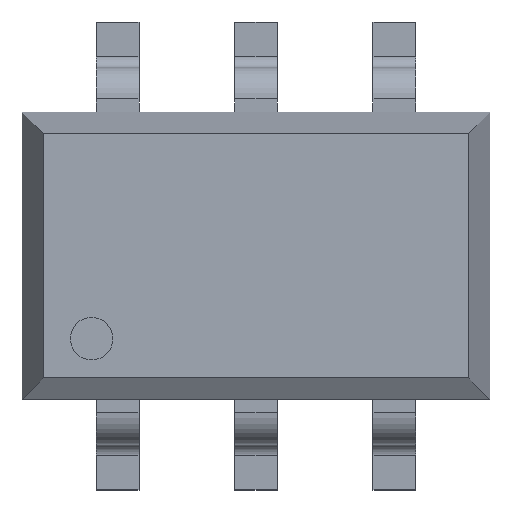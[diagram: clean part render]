
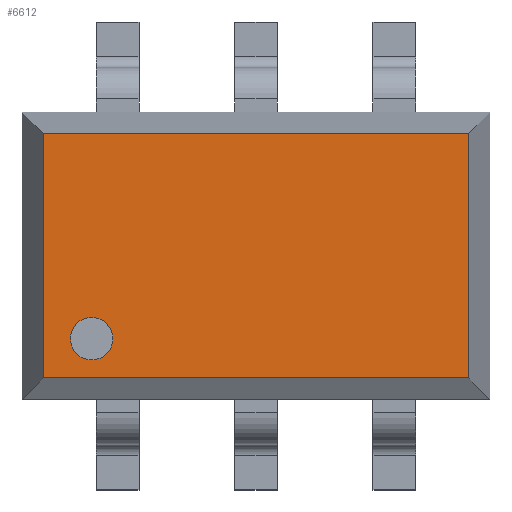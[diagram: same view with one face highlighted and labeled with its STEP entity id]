
A CAD part, top view. The second image highlights one B-rep face of the part: STEP entity #6612.
In plain terms, the highlighted planar face has unit normal (0, 0, 1).
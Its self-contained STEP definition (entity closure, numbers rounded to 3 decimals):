
#5997 = PLANE('',#5998);
#5998 = AXIS2_PLACEMENT_3D('',#5999,#6000,#6001);
#5999 = CARTESIAN_POINT('',(-1.1,0.625,0.3));
#6000 = DIRECTION('',(0.,0.97,0.243)
  );
#6001 = DIRECTION('',(-1.,0.,0.));
#6110 = PLANE('',#6111);
#6111 = AXIS2_PLACEMENT_3D('',#6112,#6113,#6114);
#6112 = CARTESIAN_POINT('',(-1.05,-0.675,0.3));
#6113 = DIRECTION('',(-0.97,0.,0.243
    ));
#6114 = DIRECTION('',(0.,-1.,0.));
#6234 = VERTEX_POINT('',#6235);
#6235 = CARTESIAN_POINT('',(-1.,0.575,0.5));
#6258 = VERTEX_POINT('',#6259);
#6259 = CARTESIAN_POINT('',(1.,0.575,0.5));
#6273 = PLANE('',#6274);
#6274 = AXIS2_PLACEMENT_3D('',#6275,#6276,#6277);
#6275 = CARTESIAN_POINT('',(1.05,0.675,0.3));
#6276 = DIRECTION('',(0.97,0.,0.243)
  );
#6277 = DIRECTION('',(0.,1.,0.));
#6285 = EDGE_CURVE('',#6234,#6258,#6286,.T.);
#6286 = SURFACE_CURVE('',#6287,(#6291,#6298),.PCURVE_S1.);
#6287 = LINE('',#6288,#6289);
#6288 = CARTESIAN_POINT('',(-1.1,0.575,0.5));
#6289 = VECTOR('',#6290,1.);
#6290 = DIRECTION('',(1.,0.,0.));
#6291 = PCURVE('',#5997,#6292);
#6292 = DEFINITIONAL_REPRESENTATION('',(#6293),#6297);
#6293 = LINE('',#6294,#6295);
#6294 = CARTESIAN_POINT('',(0.,0.206));
#6295 = VECTOR('',#6296,1.);
#6296 = DIRECTION('',(-1.,0.));
#6297 = ( GEOMETRIC_REPRESENTATION_CONTEXT(2) 
PARAMETRIC_REPRESENTATION_CONTEXT() REPRESENTATION_CONTEXT('2D SPACE',''
  ) );
#6298 = PCURVE('',#6299,#6304);
#6299 = PLANE('',#6300);
#6300 = AXIS2_PLACEMENT_3D('',#6301,#6302,#6303);
#6301 = CARTESIAN_POINT('',(-1.1,0.675,0.5));
#6302 = DIRECTION('',(0.,0.,1.));
#6303 = DIRECTION('',(1.,0.,0.));
#6304 = DEFINITIONAL_REPRESENTATION('',(#6305),#6309);
#6305 = LINE('',#6306,#6307);
#6306 = CARTESIAN_POINT('',(0.,-0.1));
#6307 = VECTOR('',#6308,1.);
#6308 = DIRECTION('',(1.,0.));
#6309 = ( GEOMETRIC_REPRESENTATION_CONTEXT(2) 
PARAMETRIC_REPRESENTATION_CONTEXT() REPRESENTATION_CONTEXT('2D SPACE',''
  ) );
#6400 = PLANE('',#6401);
#6401 = AXIS2_PLACEMENT_3D('',#6402,#6403,#6404);
#6402 = CARTESIAN_POINT('',(1.1,-0.625,0.3));
#6403 = DIRECTION('',(0.,-0.97,0.243
    ));
#6404 = DIRECTION('',(1.,0.,0.));
#6492 = VERTEX_POINT('',#6493);
#6493 = CARTESIAN_POINT('',(-1.,-0.575,0.5));
#6516 = EDGE_CURVE('',#6492,#6234,#6517,.T.);
#6517 = SURFACE_CURVE('',#6518,(#6522,#6529),.PCURVE_S1.);
#6518 = LINE('',#6519,#6520);
#6519 = CARTESIAN_POINT('',(-1.,-0.675,0.5));
#6520 = VECTOR('',#6521,1.);
#6521 = DIRECTION('',(0.,1.,0.));
#6522 = PCURVE('',#6110,#6523);
#6523 = DEFINITIONAL_REPRESENTATION('',(#6524),#6528);
#6524 = LINE('',#6525,#6526);
#6525 = CARTESIAN_POINT('',(0.,0.206));
#6526 = VECTOR('',#6527,1.);
#6527 = DIRECTION('',(-1.,0.));
#6528 = ( GEOMETRIC_REPRESENTATION_CONTEXT(2) 
PARAMETRIC_REPRESENTATION_CONTEXT() REPRESENTATION_CONTEXT('2D SPACE',''
  ) );
#6529 = PCURVE('',#6299,#6530);
#6530 = DEFINITIONAL_REPRESENTATION('',(#6531),#6535);
#6531 = LINE('',#6532,#6533);
#6532 = CARTESIAN_POINT('',(0.1,-1.35));
#6533 = VECTOR('',#6534,1.);
#6534 = DIRECTION('',(0.,1.));
#6535 = ( GEOMETRIC_REPRESENTATION_CONTEXT(2) 
PARAMETRIC_REPRESENTATION_CONTEXT() REPRESENTATION_CONTEXT('2D SPACE',''
  ) );
#6612 = ADVANCED_FACE('',(#6613,#6661),#6299,.T.);
#6613 = FACE_BOUND('',#6614,.T.);
#6614 = EDGE_LOOP('',(#6615,#6616,#6617,#6640));
#6615 = ORIENTED_EDGE('',*,*,#6285,.F.);
#6616 = ORIENTED_EDGE('',*,*,#6516,.F.);
#6617 = ORIENTED_EDGE('',*,*,#6618,.F.);
#6618 = EDGE_CURVE('',#6619,#6492,#6621,.T.);
#6619 = VERTEX_POINT('',#6620);
#6620 = CARTESIAN_POINT('',(1.,-0.575,0.5));
#6621 = SURFACE_CURVE('',#6622,(#6626,#6633),.PCURVE_S1.);
#6622 = LINE('',#6623,#6624);
#6623 = CARTESIAN_POINT('',(1.1,-0.575,0.5));
#6624 = VECTOR('',#6625,1.);
#6625 = DIRECTION('',(-1.,0.,0.));
#6626 = PCURVE('',#6299,#6627);
#6627 = DEFINITIONAL_REPRESENTATION('',(#6628),#6632);
#6628 = LINE('',#6629,#6630);
#6629 = CARTESIAN_POINT('',(2.2,-1.25));
#6630 = VECTOR('',#6631,1.);
#6631 = DIRECTION('',(-1.,0.));
#6632 = ( GEOMETRIC_REPRESENTATION_CONTEXT(2) 
PARAMETRIC_REPRESENTATION_CONTEXT() REPRESENTATION_CONTEXT('2D SPACE',''
  ) );
#6633 = PCURVE('',#6400,#6634);
#6634 = DEFINITIONAL_REPRESENTATION('',(#6635),#6639);
#6635 = LINE('',#6636,#6637);
#6636 = CARTESIAN_POINT('',(0.,0.206));
#6637 = VECTOR('',#6638,1.);
#6638 = DIRECTION('',(-1.,0.));
#6639 = ( GEOMETRIC_REPRESENTATION_CONTEXT(2) 
PARAMETRIC_REPRESENTATION_CONTEXT() REPRESENTATION_CONTEXT('2D SPACE',''
  ) );
#6640 = ORIENTED_EDGE('',*,*,#6641,.F.);
#6641 = EDGE_CURVE('',#6258,#6619,#6642,.T.);
#6642 = SURFACE_CURVE('',#6643,(#6647,#6654),.PCURVE_S1.);
#6643 = LINE('',#6644,#6645);
#6644 = CARTESIAN_POINT('',(1.,0.675,0.5));
#6645 = VECTOR('',#6646,1.);
#6646 = DIRECTION('',(0.,-1.,0.));
#6647 = PCURVE('',#6299,#6648);
#6648 = DEFINITIONAL_REPRESENTATION('',(#6649),#6653);
#6649 = LINE('',#6650,#6651);
#6650 = CARTESIAN_POINT('',(2.1,0.));
#6651 = VECTOR('',#6652,1.);
#6652 = DIRECTION('',(0.,-1.));
#6653 = ( GEOMETRIC_REPRESENTATION_CONTEXT(2) 
PARAMETRIC_REPRESENTATION_CONTEXT() REPRESENTATION_CONTEXT('2D SPACE',''
  ) );
#6654 = PCURVE('',#6273,#6655);
#6655 = DEFINITIONAL_REPRESENTATION('',(#6656),#6660);
#6656 = LINE('',#6657,#6658);
#6657 = CARTESIAN_POINT('',(0.,0.206));
#6658 = VECTOR('',#6659,1.);
#6659 = DIRECTION('',(-1.,0.));
#6660 = ( GEOMETRIC_REPRESENTATION_CONTEXT(2) 
PARAMETRIC_REPRESENTATION_CONTEXT() REPRESENTATION_CONTEXT('2D SPACE',''
  ) );
#6661 = FACE_BOUND('',#6662,.T.);
#6662 = EDGE_LOOP('',(#6663));
#6663 = ORIENTED_EDGE('',*,*,#6664,.F.);
#6664 = EDGE_CURVE('',#6665,#6665,#6667,.T.);
#6665 = VERTEX_POINT('',#6666);
#6666 = CARTESIAN_POINT('',(-0.673,-0.39,0.5));
#6667 = SURFACE_CURVE('',#6668,(#6673,#6680),.PCURVE_S1.);
#6668 = CIRCLE('',#6669,0.1);
#6669 = AXIS2_PLACEMENT_3D('',#6670,#6671,#6672);
#6670 = CARTESIAN_POINT('',(-0.773,-0.39,0.5));
#6671 = DIRECTION('',(0.,0.,1.));
#6672 = DIRECTION('',(1.,0.,0.));
#6673 = PCURVE('',#6299,#6674);
#6674 = DEFINITIONAL_REPRESENTATION('',(#6675),#6679);
#6675 = CIRCLE('',#6676,0.1);
#6676 = AXIS2_PLACEMENT_2D('',#6677,#6678);
#6677 = CARTESIAN_POINT('',(0.327,-1.065));
#6678 = DIRECTION('',(1.,0.));
#6679 = ( GEOMETRIC_REPRESENTATION_CONTEXT(2) 
PARAMETRIC_REPRESENTATION_CONTEXT() REPRESENTATION_CONTEXT('2D SPACE',''
  ) );
#6680 = PCURVE('',#6681,#6686);
#6681 = CYLINDRICAL_SURFACE('',#6682,0.1);
#6682 = AXIS2_PLACEMENT_3D('',#6683,#6684,#6685);
#6683 = CARTESIAN_POINT('',(-0.773,-0.39,0.5));
#6684 = DIRECTION('',(0.,0.,1.));
#6685 = DIRECTION('',(1.,0.,-0.));
#6686 = DEFINITIONAL_REPRESENTATION('',(#6687),#6691);
#6687 = LINE('',#6688,#6689);
#6688 = CARTESIAN_POINT('',(0.,0.));
#6689 = VECTOR('',#6690,1.);
#6690 = DIRECTION('',(1.,0.));
#6691 = ( GEOMETRIC_REPRESENTATION_CONTEXT(2) 
PARAMETRIC_REPRESENTATION_CONTEXT() REPRESENTATION_CONTEXT('2D SPACE',''
  ) );
